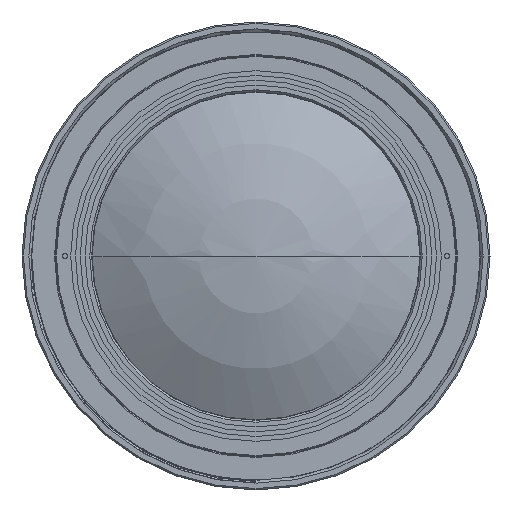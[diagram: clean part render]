
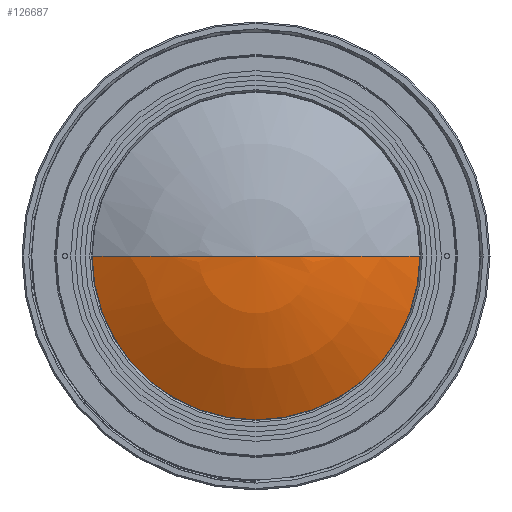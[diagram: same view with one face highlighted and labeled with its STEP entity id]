
A CAD part, left-side view. The second image highlights one B-rep face of the part: STEP entity #126687.
In plain terms, the highlighted spherical face has radius 68.928 mm.
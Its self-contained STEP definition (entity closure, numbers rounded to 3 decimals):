
#126687 = ADVANCED_FACE('',(#126688),#126717,.T.);
#126688 = FACE_BOUND('',#126689,.T.);
#126689 = EDGE_LOOP('',(#126690,#126701,#126710));
#126690 = ORIENTED_EDGE('',*,*,#126691,.T.);
#126691 = EDGE_CURVE('',#126692,#126694,#126696,.T.);
#126692 = VERTEX_POINT('',#126693);
#126693 = CARTESIAN_POINT('',(14.798,0.,0.));
#126694 = VERTEX_POINT('',#126695);
#126695 = CARTESIAN_POINT('',(24.112,34.6,0.));
#126696 = CIRCLE('',#126697,68.928);
#126697 = AXIS2_PLACEMENT_3D('',#126698,#126699,#126700);
#126698 = CARTESIAN_POINT('',(83.726,0.,0.));
#126699 = DIRECTION('',(0.,0.,-1.));
#126700 = DIRECTION('',(-1.,0.,0.));
#126701 = ORIENTED_EDGE('',*,*,#126702,.F.);
#126702 = EDGE_CURVE('',#126703,#126694,#126705,.T.);
#126703 = VERTEX_POINT('',#126704);
#126704 = CARTESIAN_POINT('',(24.112,-34.6,0.));
#126705 = CIRCLE('',#126706,34.6);
#126706 = AXIS2_PLACEMENT_3D('',#126707,#126708,#126709);
#126707 = CARTESIAN_POINT('',(24.112,0.,0.));
#126708 = DIRECTION('',(1.,0.,0.));
#126709 = DIRECTION('',(0.,-1.,0.));
#126710 = ORIENTED_EDGE('',*,*,#126711,.F.);
#126711 = EDGE_CURVE('',#126692,#126703,#126712,.T.);
#126712 = CIRCLE('',#126713,68.928);
#126713 = AXIS2_PLACEMENT_3D('',#126714,#126715,#126716);
#126714 = CARTESIAN_POINT('',(83.726,0.,0.));
#126715 = DIRECTION('',(0.,0.,1.));
#126716 = DIRECTION('',(-1.,0.,0.));
#126717 = SPHERICAL_SURFACE('',#126718,68.928);
#126718 = AXIS2_PLACEMENT_3D('',#126719,#126720,#126721);
#126719 = CARTESIAN_POINT('',(83.726,0.,0.));
#126720 = DIRECTION('',(1.,0.,0.));
#126721 = DIRECTION('',(0.,-1.,0.));
